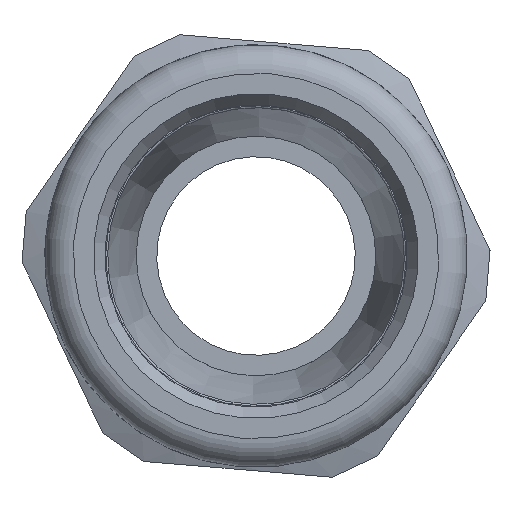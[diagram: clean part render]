
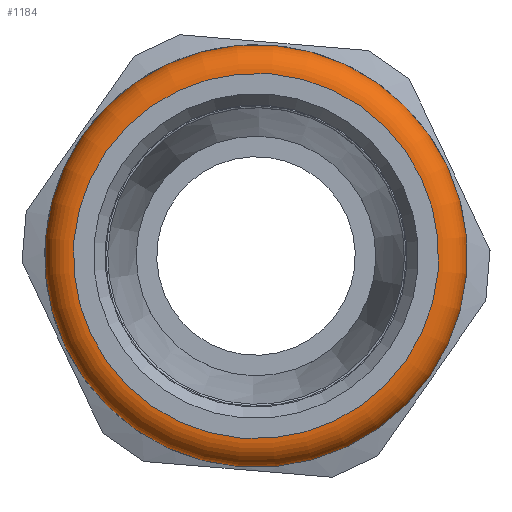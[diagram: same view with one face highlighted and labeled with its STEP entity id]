
A CAD part, left-side view. The second image highlights one B-rep face of the part: STEP entity #1184.
In plain terms, the highlighted toroidal (fillet/blend) face has major radius 19.2 mm and minor radius 3 mm.
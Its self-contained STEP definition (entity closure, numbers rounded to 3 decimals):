
#43=TOROIDAL_SURFACE('',#1325,19.2,3.);
#251=FACE_BOUND('',#403,.T.);
#312=FACE_OUTER_BOUND('',#402,.T.);
#402=EDGE_LOOP('',(#919));
#403=EDGE_LOOP('',(#920));
#510=CIRCLE('',#1326,19.2);
#511=CIRCLE('',#1327,22.2);
#599=VERTEX_POINT('',#3870);
#600=VERTEX_POINT('',#3872);
#734=EDGE_CURVE('',#599,#599,#510,.T.);
#735=EDGE_CURVE('',#600,#600,#511,.T.);
#919=ORIENTED_EDGE('',*,*,#734,.T.);
#920=ORIENTED_EDGE('',*,*,#735,.T.);
#1184=ADVANCED_FACE('',(#312,#251),#43,.T.);
#1325=AXIS2_PLACEMENT_3D('',#3869,#1517,#1518);
#1326=AXIS2_PLACEMENT_3D('',#3871,#1519,#1520);
#1327=AXIS2_PLACEMENT_3D('',#3873,#1521,#1522);
#1517=DIRECTION('center_axis',(1.,0.,0.));
#1518=DIRECTION('ref_axis',(0.,0.,-1.));
#1519=DIRECTION('center_axis',(1.,0.,0.));
#1520=DIRECTION('ref_axis',(0.,-1.,0.));
#1521=DIRECTION('center_axis',(-1.,0.,0.));
#1522=DIRECTION('ref_axis',(0.,-1.,0.));
#3869=CARTESIAN_POINT('Origin',(-23.49,0.,0.));
#3870=CARTESIAN_POINT('',(-26.49,19.2,0.));
#3871=CARTESIAN_POINT('Origin',(-26.49,0.,0.));
#3872=CARTESIAN_POINT('',(-23.49,22.2,0.));
#3873=CARTESIAN_POINT('Origin',(-23.49,0.,0.));
